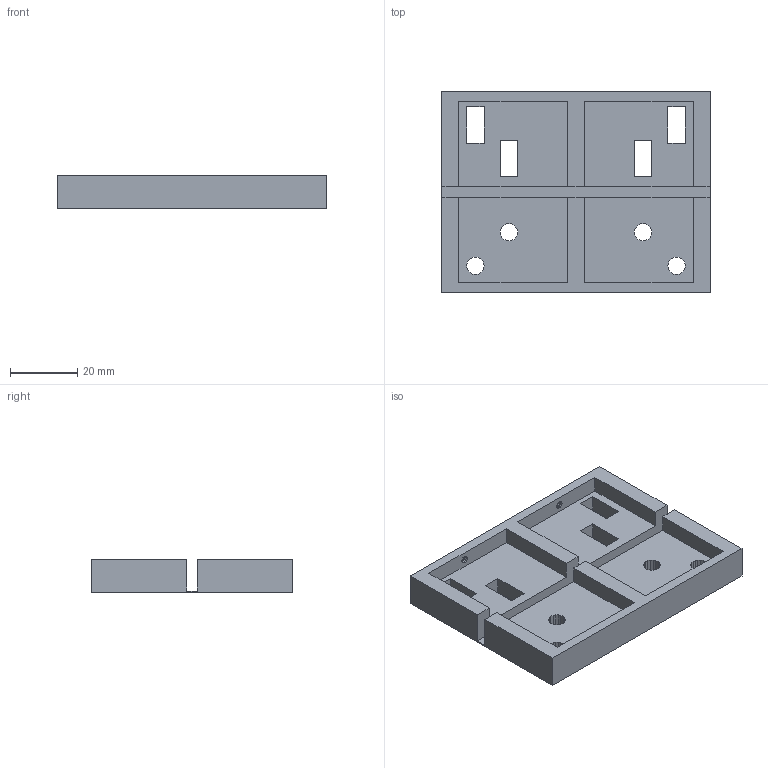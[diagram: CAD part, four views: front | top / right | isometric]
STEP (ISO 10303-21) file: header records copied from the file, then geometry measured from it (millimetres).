
FILE_DESCRIPTION(('FreeCAD Model'),'2;1');
FILE_NAME('stageHolderV5.step', '2019-06-13T15:23:11',('Author'),(''), 'Open CASCADE STEP processor 7.3','FreeCAD','Unknown');
FILE_SCHEMA(('AUTOMOTIVE_DESIGN { 1 0 10303 214 1 1 1 1 }'));
Length unit declared in the file: millimetre
Products named in the file (1): stageholderV5002_(Solid)
Bounding box: 80 x 60 x 10 mm (x, y, z)
Volume: 27472.5 mm3; surface area: 15250.5 mm2
Topology: 1 solids, 1 shells, 186 faces, 520 edges, 336 vertices
Faces by surface type: plane 186
Entity records: 12567 total; most frequent: CARTESIAN_POINT 2145, DIRECTION 1872, LINE 1498, VECTOR 1498, ORIENTED_EDGE 1040, PCURVE 1040, DEFINITIONAL_REPRESENTATION 1040, EDGE_CURVE 520
